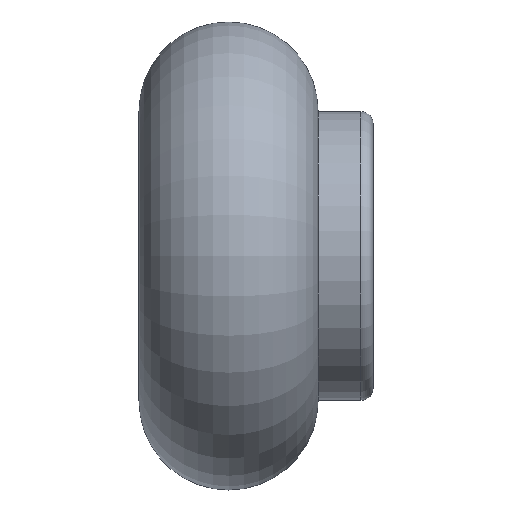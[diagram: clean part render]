
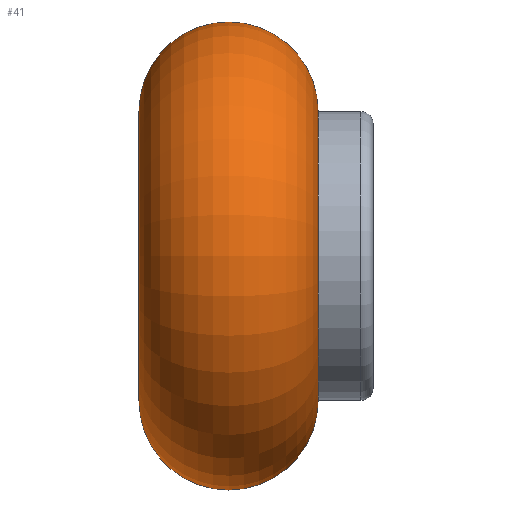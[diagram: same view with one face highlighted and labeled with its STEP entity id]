
A CAD part, top view. The second image highlights one B-rep face of the part: STEP entity #41.
In plain terms, the highlighted toroidal (fillet/blend) face has major radius 60 mm and minor radius 37.214 mm.
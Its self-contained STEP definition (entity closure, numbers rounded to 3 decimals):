
#41=ADVANCED_FACE('',(#53),#124,.T.);
#53=FACE_OUTER_BOUND('',#66,.F.);
#66=EDGE_LOOP('',(#97,#98,#99,#100));
#97=ORIENTED_EDGE('',*,*,#150,.T.);
#98=ORIENTED_EDGE('',*,*,#160,.T.);
#99=ORIENTED_EDGE('',*,*,#151,.T.);
#100=ORIENTED_EDGE('',*,*,#161,.T.);
#124=TOROIDAL_SURFACE('',#229,60.,37.214);
#150=EDGE_CURVE('',#198,#199,#174,.T.);
#151=EDGE_CURVE('',#200,#197,#175,.T.);
#160=EDGE_CURVE('',#199,#200,#180,.T.);
#161=EDGE_CURVE('',#197,#198,#181,.T.);
#174=CIRCLE('',#210,37.214);
#175=CIRCLE('',#211,37.214);
#180=CIRCLE('',#216,60.);
#181=CIRCLE('',#217,60.);
#197=VERTEX_POINT('',#319);
#198=VERTEX_POINT('',#320);
#199=VERTEX_POINT('',#321);
#200=VERTEX_POINT('',#322);
#210=AXIS2_PLACEMENT_3D('',#330,#252,#253);
#211=AXIS2_PLACEMENT_3D('',#331,#254,#255);
#216=AXIS2_PLACEMENT_3D('',#340,#268,#269);
#217=AXIS2_PLACEMENT_3D('',#341,#270,#271);
#229=AXIS2_PLACEMENT_3D('',#353,#294,#295);
#252=DIRECTION('',(0.,0.,-1.));
#253=DIRECTION('',(1.,0.,0.));
#254=DIRECTION('',(0.,0.,-1.));
#255=DIRECTION('',(-1.,0.,0.));
#268=DIRECTION('',(-1.,0.,0.));
#269=DIRECTION('',(0.,-1.,0.));
#270=DIRECTION('',(1.,0.,0.));
#271=DIRECTION('',(0.,1.,0.));
#294=DIRECTION('',(1.,0.,0.));
#295=DIRECTION('',(0.,1.,0.));
#319=CARTESIAN_POINT('',(87.214,60.,0.));
#320=CARTESIAN_POINT('',(87.214,-60.,0.));
#321=CARTESIAN_POINT('',(12.786,-60.,0.));
#322=CARTESIAN_POINT('',(12.786,60.,0.));
#330=CARTESIAN_POINT('',(50.,-60.,0.));
#331=CARTESIAN_POINT('',(50.,60.,0.));
#340=CARTESIAN_POINT('',(12.786,0.,0.));
#341=CARTESIAN_POINT('',(87.214,0.,0.));
#353=CARTESIAN_POINT('',(50.,0.,0.));
